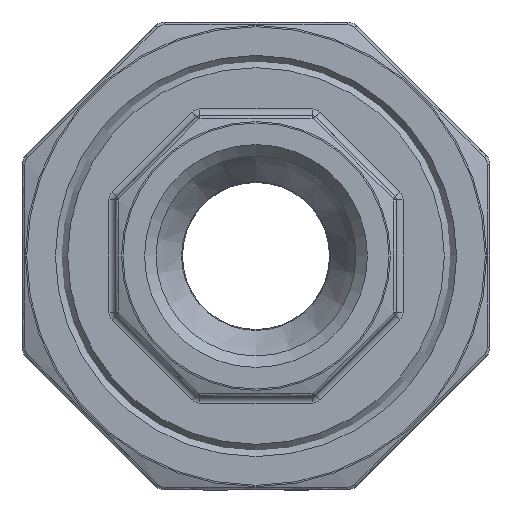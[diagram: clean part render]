
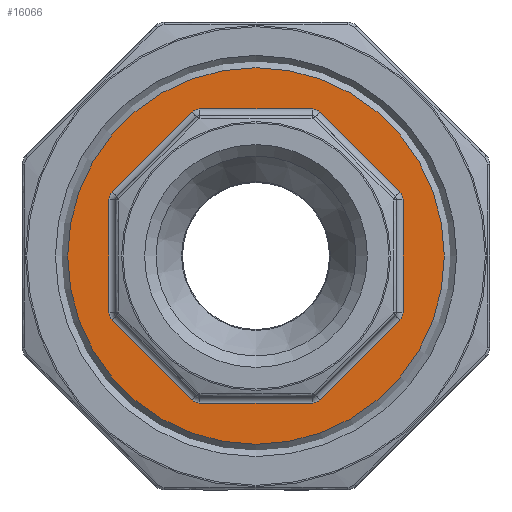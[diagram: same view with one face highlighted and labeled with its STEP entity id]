
A CAD part, left-side view. The second image highlights one B-rep face of the part: STEP entity #16066.
In plain terms, the highlighted planar face has unit normal (-1, 0, 0).
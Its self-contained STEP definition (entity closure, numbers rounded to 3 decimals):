
#94 = CARTESIAN_POINT ( 'NONE',  ( -9., -4.791, -10.766 ) ) ;
#386 = EDGE_LOOP ( 'NONE', ( #12674 ) ) ;
#426 = CARTESIAN_POINT ( 'NONE',  ( -9., 14.08, 0. ) ) ;
#495 = LINE ( 'NONE', #5873, #15003 ) ;
#784 = VERTEX_POINT ( 'NONE', #3883 ) ;
#929 = CARTESIAN_POINT ( 'NONE',  ( -9., -4.225, 11. ) ) ;
#989 = CIRCLE ( 'NONE', #15762, 14.08 ) ;
#1057 = ORIENTED_EDGE ( 'NONE', *, *, #19893, .T. ) ;
#1389 = CARTESIAN_POINT ( 'NONE',  ( -9., 11., 0. ) ) ;
#1396 = VECTOR ( 'NONE', #19571, 1000. ) ;
#1444 = CARTESIAN_POINT ( 'NONE',  ( -9., 11., 4.225 ) ) ;
#1538 = CARTESIAN_POINT ( 'NONE',  ( -9., -4.791, 10.766 ) ) ;
#1562 = VERTEX_POINT ( 'NONE', #20390 ) ;
#1591 = EDGE_CURVE ( 'NONE', #6183, #8839, #2297, .T. ) ;
#1678 = DIRECTION ( 'NONE',  ( 1., 0., 0. ) ) ;
#1747 = ORIENTED_EDGE ( 'NONE', *, *, #6808, .T. ) ;
#2037 = CIRCLE ( 'NONE', #14386, 0.8 ) ;
#2140 = CARTESIAN_POINT ( 'NONE',  ( -9., 10.766, -4.791 ) ) ;
#2159 = ORIENTED_EDGE ( 'NONE', *, *, #17061, .T. ) ;
#2297 = CIRCLE ( 'NONE', #11587, 0.8 ) ;
#2344 = EDGE_CURVE ( 'NONE', #3941, #12561, #2037, .T. ) ;
#2384 = DIRECTION ( 'NONE',  ( 0., -1., 0. ) ) ;
#2418 = VERTEX_POINT ( 'NONE', #1444 ) ;
#2462 = ORIENTED_EDGE ( 'NONE', *, *, #4173, .T. ) ;
#2777 = DIRECTION ( 'NONE',  ( 0., -1., 0. ) ) ;
#2857 = CARTESIAN_POINT ( 'NONE',  ( -9., 14.818, -0.738 ) ) ;
#3103 = EDGE_LOOP ( 'NONE', ( #2159, #18499, #7164, #8319, #1747, #1057, #17085, #8571, #9931, #3814, #12315, #17219, #10250, #5977, #2462, #16662 ) ) ;
#3772 = EDGE_CURVE ( 'NONE', #18944, #784, #20894, .T. ) ;
#3814 = ORIENTED_EDGE ( 'NONE', *, *, #1591, .T. ) ;
#3883 = CARTESIAN_POINT ( 'NONE',  ( -9., 4.791, -10.766 ) ) ;
#3932 = CARTESIAN_POINT ( 'NONE',  ( -9., -10.766, 4.791 ) ) ;
#3941 = VERTEX_POINT ( 'NONE', #3932 ) ;
#3960 = DIRECTION ( 'NONE',  ( 1., 0., 0. ) ) ;
#4030 = CARTESIAN_POINT ( 'NONE',  ( -9., 14.08, -11. ) ) ;
#4101 = EDGE_CURVE ( 'NONE', #12561, #6183, #11036, .T. ) ;
#4149 = DIRECTION ( 'NONE',  ( 0., 0., -1. ) ) ;
#4173 = EDGE_CURVE ( 'NONE', #784, #20797, #17386, .T. ) ;
#4580 = EDGE_CURVE ( 'NONE', #20797, #16768, #19186, .T. ) ;
#5137 = CIRCLE ( 'NONE', #6170, 0.8 ) ;
#5296 = VERTEX_POINT ( 'NONE', #15273 ) ;
#5651 = DIRECTION ( 'NONE',  ( 1., 0., 0. ) ) ;
#5727 = LINE ( 'NONE', #4030, #10220 ) ;
#5873 = CARTESIAN_POINT ( 'NONE',  ( -9., -0.738, 14.818 ) ) ;
#5977 = ORIENTED_EDGE ( 'NONE', *, *, #3772, .T. ) ;
#6019 = DIRECTION ( 'NONE',  ( 1., 0., 0. ) ) ;
#6170 = AXIS2_PLACEMENT_3D ( 'NONE', #16756, #10158, #10365 ) ;
#6183 = VERTEX_POINT ( 'NONE', #20374 ) ;
#6590 = VECTOR ( 'NONE', #16465, 1000. ) ;
#6808 = EDGE_CURVE ( 'NONE', #20693, #11387, #13091, .T. ) ;
#7164 = ORIENTED_EDGE ( 'NONE', *, *, #20287, .T. ) ;
#7322 = CARTESIAN_POINT ( 'NONE',  ( -9., 14.08, 0. ) ) ;
#7569 = CARTESIAN_POINT ( 'NONE',  ( -9., -10.2, 4.225 ) ) ;
#8120 = DIRECTION ( 'NONE',  ( 1., 0., 0. ) ) ;
#8319 = ORIENTED_EDGE ( 'NONE', *, *, #17217, .T. ) ;
#8411 = DIRECTION ( 'NONE',  ( -1., 0., 0. ) ) ;
#8571 = ORIENTED_EDGE ( 'NONE', *, *, #2344, .T. ) ;
#8671 = CIRCLE ( 'NONE', #13820, 0.8 ) ;
#8836 = DIRECTION ( 'NONE',  ( 1., 0., 0. ) ) ;
#8839 = VERTEX_POINT ( 'NONE', #12624 ) ;
#8855 = AXIS2_PLACEMENT_3D ( 'NONE', #20570, #3960, #11925 ) ;
#9146 = AXIS2_PLACEMENT_3D ( 'NONE', #17587, #8120, #21287 ) ;
#9162 = VECTOR ( 'NONE', #4149, 1000. ) ;
#9523 = LINE ( 'NONE', #14466, #14273 ) ;
#9931 = ORIENTED_EDGE ( 'NONE', *, *, #4101, .T. ) ;
#10033 = FACE_OUTER_BOUND ( 'NONE', #386, .T. ) ;
#10059 = VERTEX_POINT ( 'NONE', #94 ) ;
#10158 = DIRECTION ( 'NONE',  ( 1., 0., 0. ) ) ;
#10220 = VECTOR ( 'NONE', #20213, 1000. ) ;
#10242 = PLANE ( 'NONE',  #11714 ) ;
#10250 = ORIENTED_EDGE ( 'NONE', *, *, #13203, .T. ) ;
#10365 = DIRECTION ( 'NONE',  ( 0., -1., 0. ) ) ;
#10536 = DIRECTION ( 'NONE',  ( 0., 0.707, -0.707 ) ) ;
#10975 = CARTESIAN_POINT ( 'NONE',  ( -9., 0., 0. ) ) ;
#11036 = LINE ( 'NONE', #11147, #9162 ) ;
#11147 = CARTESIAN_POINT ( 'NONE',  ( -9., -11., 0. ) ) ;
#11387 = VERTEX_POINT ( 'NONE', #929 ) ;
#11568 = AXIS2_PLACEMENT_3D ( 'NONE', #16554, #1678, #11589 ) ;
#11587 = AXIS2_PLACEMENT_3D ( 'NONE', #12274, #8836, #2384 ) ;
#11589 = DIRECTION ( 'NONE',  ( 0., -1., 0. ) ) ;
#11714 = AXIS2_PLACEMENT_3D ( 'NONE', #426, #8411, #11747 ) ;
#11747 = DIRECTION ( 'NONE',  ( 0., -1., 0. ) ) ;
#11835 = CARTESIAN_POINT ( 'NONE',  ( -9., 10.766, 4.791 ) ) ;
#11925 = DIRECTION ( 'NONE',  ( 0., -1., 0. ) ) ;
#12015 = DIRECTION ( 'NONE',  ( 0., -0.707, -0.707 ) ) ;
#12274 = CARTESIAN_POINT ( 'NONE',  ( -9., -10.2, -4.225 ) ) ;
#12315 = ORIENTED_EDGE ( 'NONE', *, *, #14904, .T. ) ;
#12561 = VERTEX_POINT ( 'NONE', #17481 ) ;
#12574 = EDGE_CURVE ( 'NONE', #10059, #5296, #19815, .T. ) ;
#12624 = CARTESIAN_POINT ( 'NONE',  ( -9., -10.766, -4.791 ) ) ;
#12635 = DIRECTION ( 'NONE',  ( 0., -1., 0. ) ) ;
#12674 = ORIENTED_EDGE ( 'NONE', *, *, #14999, .F. ) ;
#12728 = CARTESIAN_POINT ( 'NONE',  ( -9., 4.225, -11. ) ) ;
#13091 = LINE ( 'NONE', #16558, #1396 ) ;
#13203 = EDGE_CURVE ( 'NONE', #5296, #18944, #5727, .T. ) ;
#13461 = FACE_BOUND ( 'NONE', #3103, .T. ) ;
#13645 = EDGE_CURVE ( 'NONE', #14007, #3941, #495, .T. ) ;
#13758 = CARTESIAN_POINT ( 'NONE',  ( -9., -0.738, -14.818 ) ) ;
#13820 = AXIS2_PLACEMENT_3D ( 'NONE', #19905, #16567, #14810 ) ;
#14007 = VERTEX_POINT ( 'NONE', #1538 ) ;
#14273 = VECTOR ( 'NONE', #16421, 1000. ) ;
#14352 = DIRECTION ( 'NONE',  ( 1., 0., 0. ) ) ;
#14386 = AXIS2_PLACEMENT_3D ( 'NONE', #7569, #14352, #12635 ) ;
#14466 = CARTESIAN_POINT ( 'NONE',  ( -9., 14.818, 0.738 ) ) ;
#14810 = DIRECTION ( 'NONE',  ( 0., -1., 0. ) ) ;
#14904 = EDGE_CURVE ( 'NONE', #8839, #10059, #18619, .T. ) ;
#14919 = VERTEX_POINT ( 'NONE', #11835 ) ;
#14999 = EDGE_CURVE ( 'NONE', #18642, #18642, #989, .T. ) ;
#15003 = VECTOR ( 'NONE', #12015, 1000. ) ;
#15117 = EDGE_CURVE ( 'NONE', #2418, #14919, #5137, .T. ) ;
#15273 = CARTESIAN_POINT ( 'NONE',  ( -9., -4.225, -11. ) ) ;
#15632 = CARTESIAN_POINT ( 'NONE',  ( -9., 11., -4.225 ) ) ;
#15762 = AXIS2_PLACEMENT_3D ( 'NONE', #10975, #6019, #20698 ) ;
#16066 = ADVANCED_FACE ( 'NONE', ( #13461, #10033 ), #10242, .T. ) ;
#16137 = VECTOR ( 'NONE', #10536, 1000. ) ;
#16139 = LINE ( 'NONE', #1389, #6590 ) ;
#16421 = DIRECTION ( 'NONE',  ( 0., -0.707, 0.707 ) ) ;
#16465 = DIRECTION ( 'NONE',  ( 0., 0., 1. ) ) ;
#16554 = CARTESIAN_POINT ( 'NONE',  ( -9., 4.225, -10.2 ) ) ;
#16558 = CARTESIAN_POINT ( 'NONE',  ( -9., 14.08, 11. ) ) ;
#16567 = DIRECTION ( 'NONE',  ( 1., 0., 0. ) ) ;
#16662 = ORIENTED_EDGE ( 'NONE', *, *, #4580, .T. ) ;
#16756 = CARTESIAN_POINT ( 'NONE',  ( -9., 10.2, 4.225 ) ) ;
#16768 = VERTEX_POINT ( 'NONE', #15632 ) ;
#17061 = EDGE_CURVE ( 'NONE', #16768, #2418, #16139, .T. ) ;
#17085 = ORIENTED_EDGE ( 'NONE', *, *, #13645, .T. ) ;
#17217 = EDGE_CURVE ( 'NONE', #1562, #20693, #8671, .T. ) ;
#17219 = ORIENTED_EDGE ( 'NONE', *, *, #12574, .T. ) ;
#17386 = LINE ( 'NONE', #2857, #20208 ) ;
#17481 = CARTESIAN_POINT ( 'NONE',  ( -9., -11., 4.225 ) ) ;
#17587 = CARTESIAN_POINT ( 'NONE',  ( -9., -4.225, -10.2 ) ) ;
#18499 = ORIENTED_EDGE ( 'NONE', *, *, #15117, .T. ) ;
#18619 = LINE ( 'NONE', #13758, #16137 ) ;
#18642 = VERTEX_POINT ( 'NONE', #7322 ) ;
#18944 = VERTEX_POINT ( 'NONE', #12728 ) ;
#19008 = DIRECTION ( 'NONE',  ( 0., 0.707, 0.707 ) ) ;
#19186 = CIRCLE ( 'NONE', #8855, 0.8 ) ;
#19495 = CARTESIAN_POINT ( 'NONE',  ( -9., 4.225, 11. ) ) ;
#19571 = DIRECTION ( 'NONE',  ( 0., -1., 0. ) ) ;
#19815 = CIRCLE ( 'NONE', #9146, 0.8 ) ;
#19893 = EDGE_CURVE ( 'NONE', #11387, #14007, #21181, .T. ) ;
#19905 = CARTESIAN_POINT ( 'NONE',  ( -9., 4.225, 10.2 ) ) ;
#20208 = VECTOR ( 'NONE', #19008, 1000. ) ;
#20213 = DIRECTION ( 'NONE',  ( 0., 1., 0. ) ) ;
#20287 = EDGE_CURVE ( 'NONE', #14919, #1562, #9523, .T. ) ;
#20374 = CARTESIAN_POINT ( 'NONE',  ( -9., -11., -4.225 ) ) ;
#20390 = CARTESIAN_POINT ( 'NONE',  ( -9., 4.791, 10.766 ) ) ;
#20570 = CARTESIAN_POINT ( 'NONE',  ( -9., 10.2, -4.225 ) ) ;
#20693 = VERTEX_POINT ( 'NONE', #19495 ) ;
#20698 = DIRECTION ( 'NONE',  ( 0., 1., 0. ) ) ;
#20797 = VERTEX_POINT ( 'NONE', #2140 ) ;
#20836 = AXIS2_PLACEMENT_3D ( 'NONE', #21263, #5651, #2777 ) ;
#20894 = CIRCLE ( 'NONE', #11568, 0.8 ) ;
#21181 = CIRCLE ( 'NONE', #20836, 0.8 ) ;
#21263 = CARTESIAN_POINT ( 'NONE',  ( -9., -4.225, 10.2 ) ) ;
#21287 = DIRECTION ( 'NONE',  ( 0., -1., 0. ) ) ;
